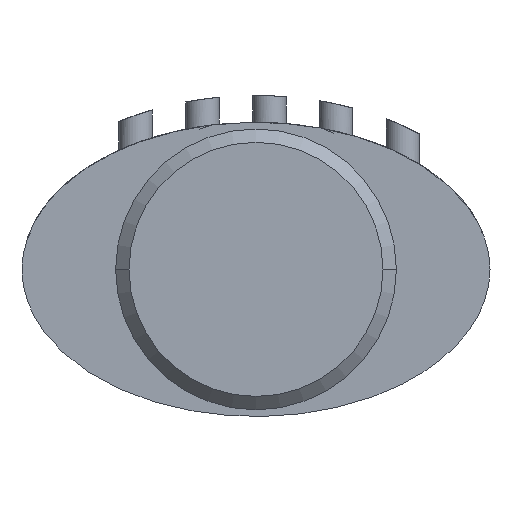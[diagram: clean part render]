
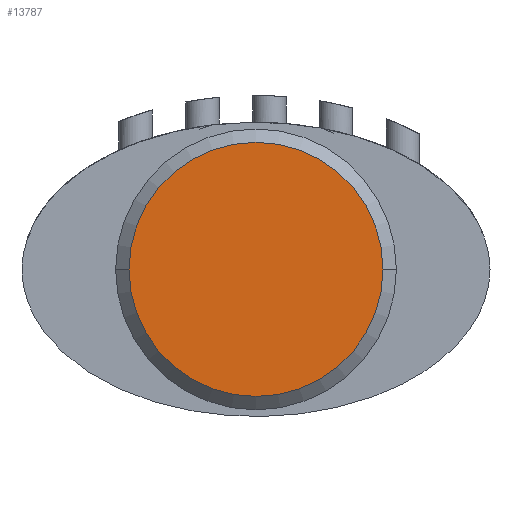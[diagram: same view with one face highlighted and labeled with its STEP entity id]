
A CAD part, front view. The second image highlights one B-rep face of the part: STEP entity #13787.
In plain terms, the highlighted planar face has unit normal (0, -1, 0).
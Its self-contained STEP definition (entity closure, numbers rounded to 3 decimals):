
#5799=CARTESIAN_POINT('',(0.,-13.,0.));
#5800=DIRECTION('',(0.,1.,0.));
#5801=DIRECTION('',(1.,0.,0.));
#5802=AXIS2_PLACEMENT_3D('',#5799,#5800,#5801);
#5804=CARTESIAN_POINT('',(0.,-13.,0.));
#5805=DIRECTION('',(0.,1.,0.));
#5806=DIRECTION('',(-1.,0.,0.));
#5807=AXIS2_PLACEMENT_3D('',#5804,#5805,#5806);
#5841=CARTESIAN_POINT('',(9.5,-13.,0.));
#5842=CARTESIAN_POINT('',(-9.5,-13.,0.));
#5843=VERTEX_POINT('',#5841);
#5844=VERTEX_POINT('',#5842);
#13778=CARTESIAN_POINT('',(0.,-13.,0.));
#13779=DIRECTION('',(0.,1.,0.));
#13780=DIRECTION('',(1.,0.,0.));
#13781=AXIS2_PLACEMENT_3D('',#13778,#13779,#13780);
#13782=PLANE('',#13781);
#13783=ORIENTED_EDGE('',*,*,#13734,.T.);
#13784=ORIENTED_EDGE('',*,*,#13760,.T.);
#13785=EDGE_LOOP('',(#13783,#13784));
#13786=FACE_OUTER_BOUND('',#13785,.F.);
#13787=ADVANCED_FACE('',(#13786),#13782,.F.);
#5803=CIRCLE('',#5802,9.5);
#5808=CIRCLE('',#5807,9.5);
#13734=EDGE_CURVE('',#5843,#5844,#5803,.T.);
#13760=EDGE_CURVE('',#5844,#5843,#5808,.T.);
